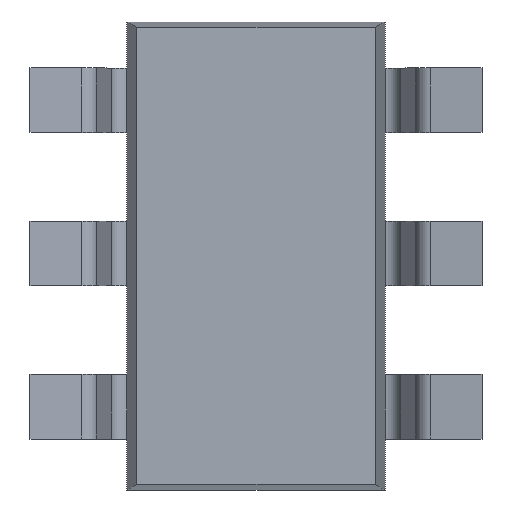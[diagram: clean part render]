
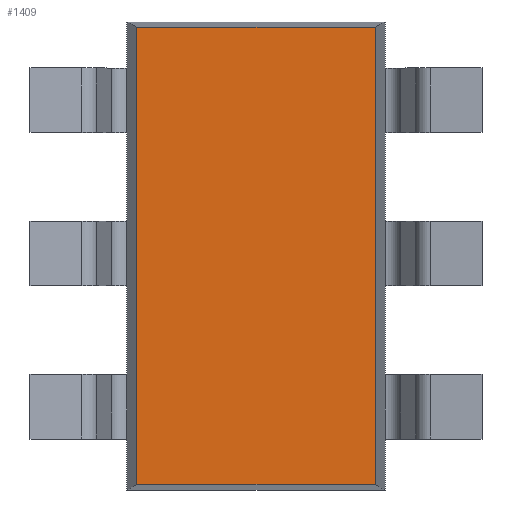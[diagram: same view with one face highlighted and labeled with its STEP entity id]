
A CAD part, top view. The second image highlights one B-rep face of the part: STEP entity #1409.
In plain terms, the highlighted planar face has unit normal (0, 0, 1).
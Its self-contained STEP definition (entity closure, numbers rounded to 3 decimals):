
#77=DIRECTION('',(1.,0.,0.));
#78=VECTOR('',#77,1.477);
#79=CARTESIAN_POINT('',(-0.739,1.402,0.702));
#80=LINE('',#79,#78);
#81=DIRECTION('',(0.,-1.,0.));
#82=VECTOR('',#81,2.834);
#83=CARTESIAN_POINT('',(0.739,1.402,0.702));
#84=LINE('',#83,#82);
#85=DIRECTION('',(0.,-1.,0.));
#86=VECTOR('',#85,2.834);
#87=CARTESIAN_POINT('',(-0.739,1.402,0.702));
#88=LINE('',#87,#86);
#173=DIRECTION('',(1.,0.,0.));
#174=VECTOR('',#173,1.477);
#175=CARTESIAN_POINT('',(-0.739,-1.432,0.702));
#176=LINE('',#175,#174);
#1009=CARTESIAN_POINT('',(-0.739,1.402,0.702));
#1010=CARTESIAN_POINT('',(0.739,1.402,0.702));
#1011=VERTEX_POINT('',#1009);
#1012=VERTEX_POINT('',#1010);
#1013=CARTESIAN_POINT('',(-0.739,-1.432,0.702));
#1014=CARTESIAN_POINT('',(0.739,-1.432,0.702));
#1015=VERTEX_POINT('',#1013);
#1016=VERTEX_POINT('',#1014);
#1395=CARTESIAN_POINT('',(-0.8,1.402,0.702));
#1396=DIRECTION('',(0.,0.,1.));
#1397=DIRECTION('',(0.,-1.,0.));
#1398=AXIS2_PLACEMENT_3D('',#1395,#1396,#1397);
#1399=PLANE('',#1398);
#1401=ORIENTED_EDGE('',*,*,#1400,.T.);
#1403=ORIENTED_EDGE('',*,*,#1402,.T.);
#1405=ORIENTED_EDGE('',*,*,#1404,.F.);
#1406=ORIENTED_EDGE('',*,*,#1385,.F.);
#1407=EDGE_LOOP('',(#1401,#1403,#1405,#1406));
#1408=FACE_OUTER_BOUND('',#1407,.F.);
#1385=EDGE_CURVE('',#1011,#1015,#88,.T.);
#1400=EDGE_CURVE('',#1011,#1012,#80,.T.);
#1402=EDGE_CURVE('',#1012,#1016,#84,.T.);
#1404=EDGE_CURVE('',#1015,#1016,#176,.T.);
#1409=ADVANCED_FACE('',(#1408),#1399,.T.);
